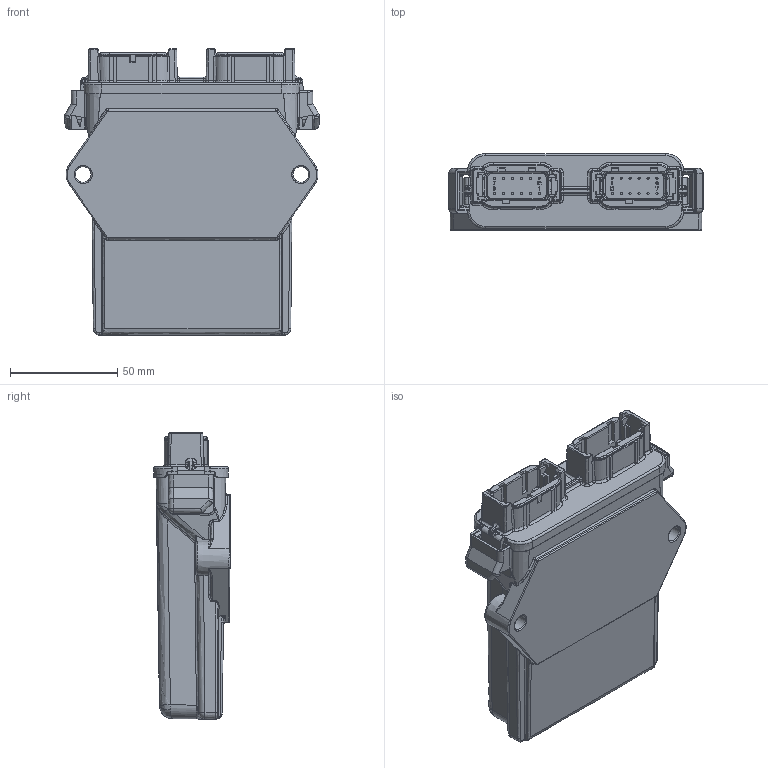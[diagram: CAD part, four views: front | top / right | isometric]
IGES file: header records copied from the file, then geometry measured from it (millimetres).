
Start section: SolidWorks IGES file using analytic representation for surfaces
Global section: file name: Deutsch Box.IGS; native system: SolidWorks 2018; preprocessor: SolidWorks 2018; author: User; date: 181207.133026; units: inch
Bounding box: 118.75 x 35.93 x 133.64 mm (x, y, z)
Surface area: 90143.4 mm2 (no closed solid volume)
Topology: 0 solids, 0 shells, 2226 faces, 18091 edges, 18083 vertices
Faces by surface type: bspline 1347, revolution 879
